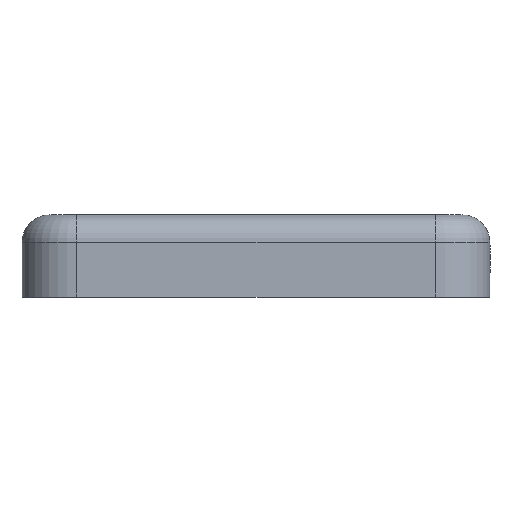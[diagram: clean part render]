
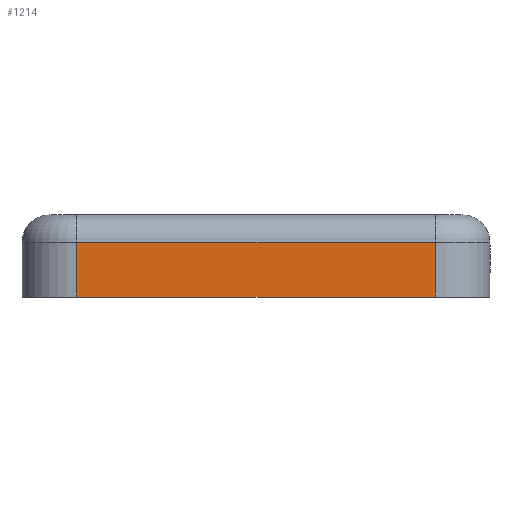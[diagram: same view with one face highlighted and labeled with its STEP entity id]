
A CAD part, left-side view. The second image highlights one B-rep face of the part: STEP entity #1214.
In plain terms, the highlighted face is planar.
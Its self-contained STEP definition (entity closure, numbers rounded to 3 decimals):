
#307=ORIENTED_EDGE('',*,*,#626,.T.);
#308=ORIENTED_EDGE('',*,*,#627,.F.);
#309=ORIENTED_EDGE('',*,*,#628,.F.);
#310=ORIENTED_EDGE('',*,*,#601,.T.);
#601=EDGE_CURVE('',#763,#762,#845,.T.);
#626=EDGE_CURVE('',#762,#777,#858,.T.);
#627=EDGE_CURVE('',#764,#777,#859,.T.);
#628=EDGE_CURVE('',#763,#764,#860,.T.);
#762=VERTEX_POINT('',#2016);
#763=VERTEX_POINT('',#2018);
#764=VERTEX_POINT('',#2023);
#777=VERTEX_POINT('',#2068);
#845=LINE('',#2017,#933);
#858=LINE('',#2067,#946);
#859=LINE('',#2069,#947);
#860=LINE('',#2070,#948);
#933=VECTOR('',#1604,1000.);
#946=VECTOR('',#1663,1000.);
#947=VECTOR('',#1664,1000.);
#948=VECTOR('',#1665,1000.);
#1016=EDGE_LOOP('',(#307,#308,#309,#310));
#1108=FACE_BOUND('',#1016,.T.);
#1170=PLANE('',#1358);
#1214=ADVANCED_FACE('',(#1108),#1170,.T.);
#1358=AXIS2_PLACEMENT_3D('',#2066,#1661,#1662);
#1604=DIRECTION('',(0.,-1.,0.));
#1661=DIRECTION('',(0.,0.,-1.));
#1662=DIRECTION('',(0.,-1.,0.));
#1663=DIRECTION('',(-1.,0.,0.));
#1664=DIRECTION('',(0.,-1.,0.));
#1665=DIRECTION('',(-1.,0.,0.));
#2016=CARTESIAN_POINT('',(6.55,-3.,-15.5));
#2017=CARTESIAN_POINT('',(6.55,0.,-15.5));
#2018=CARTESIAN_POINT('',(6.55,-1.,-15.5));
#2023=CARTESIAN_POINT('',(-6.55,-1.,-15.5));
#2066=CARTESIAN_POINT('',(6.55,0.,-15.5));
#2067=CARTESIAN_POINT('',(6.55,-3.,-15.5));
#2068=CARTESIAN_POINT('',(-6.55,-3.,-15.5));
#2069=CARTESIAN_POINT('',(-6.55,0.,-15.5));
#2070=CARTESIAN_POINT('',(6.55,-1.,-15.5));
